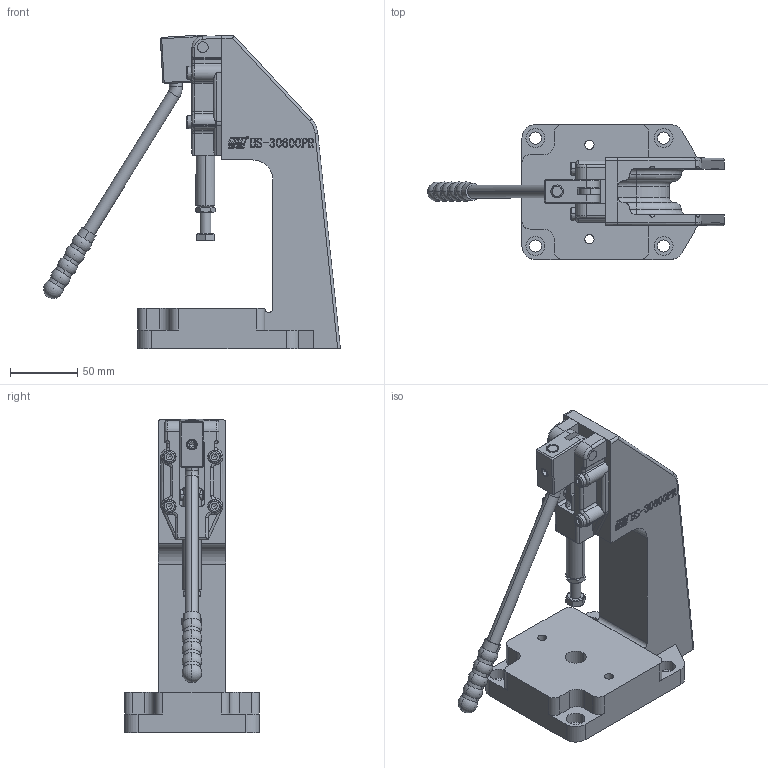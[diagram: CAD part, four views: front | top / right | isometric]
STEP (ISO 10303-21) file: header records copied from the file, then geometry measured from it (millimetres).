
FILE_DESCRIPTION (( 'STEP AP203' ), '1' );
FILE_NAME ('HS-30600PR .STEP', '2019-10-06T06:30:39', ( '微软用户' ), ( '微软中国' ), 'SwSTEP 2.0', 'SolidWorks 2012', '' );
FILE_SCHEMA (( 'CONFIG_CONTROL_DESIGN' ));
Length unit declared in the file: millimetre
Products named in the file (13): HS-30600PR ; 种817; hex thin nuts-grades ab-chamfered gb_GB_FASTENER_NUT_STNAB M8-N; hexagon head bolts-full thread gb_GB_FASTENER_BOLT_STBAB A M8X60-N; hex lobular socket head cap screws-4.8 gb_GB_HEXAGON_TYPE21 M6X30-30-N; hex socket set screws with cone point gb_GB_FASTENER_SCREWS_HSCP M8X12-N; 挴裝; 忒梟裝; 忒梟; 忒參; 蟀裝; 菁釱; 盓殤菁釱
Assembly tree (18 placements, depth 2):
  HS-30600PR 
    盓殤菁釱
    菁釱
    蟀裝
    忒參
    忒梟
    忒梟裝
    挴裝
    hex socket set screws with cone point gb_GB_FASTENER_SCREWS_HSCP M8X12-N
    hex lobular socket head cap screws-4.8 gb_GB_HEXAGON_TYPE21 M6X30-30-N  x4
    hexagon head bolts-full thread gb_GB_FASTENER_BOLT_STBAB A M8X60-N
    hex thin nuts-grades ab-chamfered gb_GB_FASTENER_NUT_STNAB M8-N
    种817  x4
Bounding box: 219.91 x 100 x 232.49 mm (x, y, z)
Volume: 669158.6 mm3; surface area: 147105.2 mm2
Topology: 18 solids, 18 shells, 1088 faces, 2856 edges, 1840 vertices
Faces by surface type: plane 488, bspline 252, cylinder 240, cone 58, torus 40, sphere 10
Entity records: 44770 total; most frequent: CARTESIAN_POINT 19216, ORIENTED_EDGE 5394, DIRECTION 4255, EDGE_CURVE 2697, VERTEX_POINT 1750, LINE 1597, VECTOR 1597, AXIS2_PLACEMENT_3D 1329
